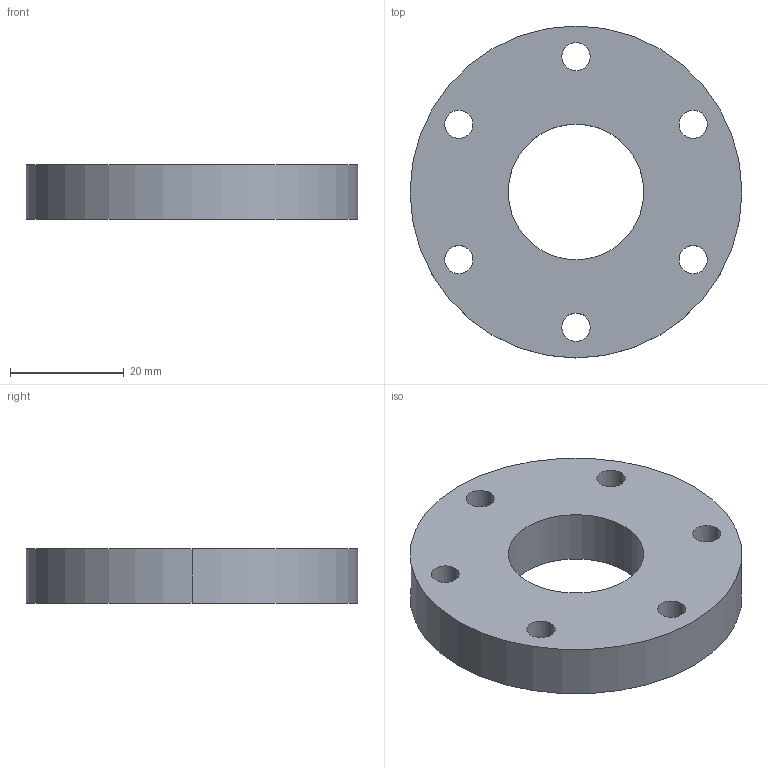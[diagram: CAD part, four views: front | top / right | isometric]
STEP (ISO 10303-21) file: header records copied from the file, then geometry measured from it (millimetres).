
FILE_DESCRIPTION (( 'STEP AP214' ), '1' );
FILE_NAME ('am-5436 3IN Stealth Wheel Flywheel Plate.STEP', '2024-03-13T12:49:30', ( '' ), ( '' ), 'SwSTEP 2.0', 'SolidWorks 2024', '' );
FILE_SCHEMA (( 'AUTOMOTIVE_DESIGN' ));
Length unit declared in the file: inch
Products named in the file (1): am-5436 3IN Stealth Wheel Flywheel Plate
Bounding box: 58.42 x 58.42 x 9.53 mm (x, y, z)
Volume: 20154.5 mm3; surface area: 7588.4 mm2
Topology: 1 solids, 1 shells, 18 faces, 48 edges, 32 vertices
Faces by surface type: cylinder 16, plane 2
Entity records: 639 total; most frequent: DIRECTION 118, CARTESIAN_POINT 99, ORIENTED_EDGE 96, AXIS2_PLACEMENT_3D 51, EDGE_CURVE 48, VERTEX_POINT 32, EDGE_LOOP 32, CIRCLE 32
